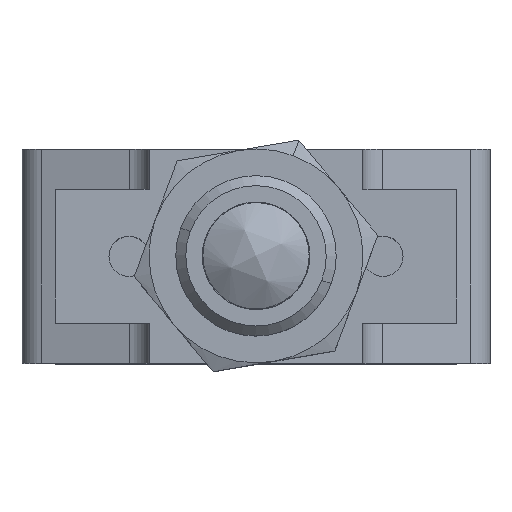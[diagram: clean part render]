
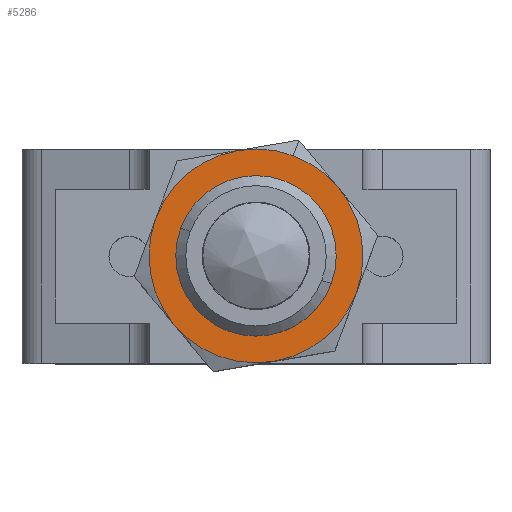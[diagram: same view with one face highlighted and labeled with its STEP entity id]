
A CAD part, top view. The second image highlights one B-rep face of the part: STEP entity #5286.
In plain terms, the highlighted planar face has unit normal (0, 0, 1).
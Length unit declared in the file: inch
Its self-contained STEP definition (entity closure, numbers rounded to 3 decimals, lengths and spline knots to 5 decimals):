
#147 = ORIENTED_EDGE ( 'NONE', *, *, #1939, .T. ) ;
#153 = ORIENTED_EDGE ( 'NONE', *, *, #6794, .T. ) ;
#401 = VERTEX_POINT ( 'NONE', #8880 ) ;
#530 = EDGE_CURVE ( 'NONE', #854, #1401, #4616, .T. ) ;
#665 = DIRECTION ( 'NONE',  ( 0., 0., 1. ) ) ;
#783 = DIRECTION ( 'NONE',  ( 0., 0., 1. ) ) ;
#833 = CARTESIAN_POINT ( 'NONE',  ( 0.0822, -0.0935, 0.99213 ) ) ;
#854 = VERTEX_POINT ( 'NONE', #8605 ) ;
#859 = DIRECTION ( 'NONE',  ( 0.348, 0.937, 0. ) ) ;
#1300 = DIRECTION ( 'NONE',  ( 0.348, 0.937, 0. ) ) ;
#1396 = EDGE_CURVE ( 'NONE', #401, #7560, #3486, .T. ) ;
#1401 = VERTEX_POINT ( 'NONE', #6078 ) ;
#1408 = DIRECTION ( 'NONE',  ( -0.348, -0.937, 0. ) ) ;
#1429 = DIRECTION ( 'NONE',  ( 0.348, 0.937, 0. ) ) ;
#1611 = CIRCLE ( 'NONE', #8689, 0.23622 ) ;
#1811 = CARTESIAN_POINT ( 'NONE',  ( 0., -0.31496, 0.99213 ) ) ;
#1818 = EDGE_CURVE ( 'NONE', #7560, #3568, #8363, .T. ) ;
#1939 = EDGE_CURVE ( 'NONE', #4749, #7337, #2580, .T. ) ;
#2291 = AXIS2_PLACEMENT_3D ( 'NONE', #6725, #6765, #1408 ) ;
#2434 = AXIS2_PLACEMENT_3D ( 'NONE', #4114, #6344, #6375 ) ;
#2552 = AXIS2_PLACEMENT_3D ( 'NONE', #8152, #9686, #9627 ) ;
#2580 = CIRCLE ( 'NONE', #4786, 0.31496 ) ;
#2593 = AXIS2_PLACEMENT_3D ( 'NONE', #6113, #5321, #859 ) ;
#2677 = DIRECTION ( 'NONE',  ( 0., 0., -1. ) ) ;
#2802 = AXIS2_PLACEMENT_3D ( 'NONE', #1811, #4886, #7919 ) ;
#3446 = PLANE ( 'NONE',  #2291 ) ;
#3486 = CIRCLE ( 'NONE', #9071, 0.31496 ) ;
#3562 = EDGE_LOOP ( 'NONE', ( #8754, #8632, #9253, #6500, #3670, #147, #4389 ) ) ;
#3568 = VERTEX_POINT ( 'NONE', #5518 ) ;
#3598 = DIRECTION ( 'NONE',  ( 0., 0., 1. ) ) ;
#3670 = ORIENTED_EDGE ( 'NONE', *, *, #4729, .T. ) ;
#3680 = EDGE_CURVE ( 'NONE', #8873, #5952, #1611, .T. ) ;
#3810 = EDGE_CURVE ( 'NONE', #7337, #854, #8617, .T. ) ;
#4091 = FACE_OUTER_BOUND ( 'NONE', #3562, .T. ) ;
#4114 = CARTESIAN_POINT ( 'NONE',  ( 0., -0.31496, 0.99213 ) ) ;
#4186 = CARTESIAN_POINT ( 'NONE',  ( 0., -0.31496, 0.99213 ) ) ;
#4389 = ORIENTED_EDGE ( 'NONE', *, *, #3810, .T. ) ;
#4480 = CARTESIAN_POINT ( 'NONE',  ( -0.29527, -0.20536, 0.99213 ) ) ;
#4535 = CARTESIAN_POINT ( 'NONE',  ( 0., -0.31496, 0.99213 ) ) ;
#4616 = CIRCLE ( 'NONE', #2593, 0.31496 ) ;
#4729 = EDGE_CURVE ( 'NONE', #3568, #4749, #4734, .T. ) ;
#4734 = CIRCLE ( 'NONE', #2552, 0.31496 ) ;
#4749 = VERTEX_POINT ( 'NONE', #5172 ) ;
#4767 = EDGE_CURVE ( 'NONE', #1401, #401, #6878, .T. ) ;
#4786 = AXIS2_PLACEMENT_3D ( 'NONE', #7481, #665, #7448 ) ;
#4886 = DIRECTION ( 'NONE',  ( 0., 0., -1. ) ) ;
#5061 = DIRECTION ( 'NONE',  ( 0., 0., 1. ) ) ;
#5172 = CARTESIAN_POINT ( 'NONE',  ( -0.05272, -0.00444, 0.99213 ) ) ;
#5207 = CARTESIAN_POINT ( 'NONE',  ( 0., -0.31496, 0.99213 ) ) ;
#5286 = ADVANCED_FACE ( 'NONE', ( #9541, #4091 ), #3446, .T. ) ;
#5321 = DIRECTION ( 'NONE',  ( 0., 0., 1. ) ) ;
#5518 = CARTESIAN_POINT ( 'NONE',  ( 0.10961, -0.01969, 0.99213 ) ) ;
#5952 = VERTEX_POINT ( 'NONE', #8980 ) ;
#6078 = CARTESIAN_POINT ( 'NONE',  ( 0.05272, -0.62548, 0.99213 ) ) ;
#6113 = CARTESIAN_POINT ( 'NONE',  ( 0., -0.31496, 0.99213 ) ) ;
#6344 = DIRECTION ( 'NONE',  ( 0., 0., 1. ) ) ;
#6375 = DIRECTION ( 'NONE',  ( 0.348, 0.937, 0. ) ) ;
#6396 = EDGE_LOOP ( 'NONE', ( #9585, #153 ) ) ;
#6500 = ORIENTED_EDGE ( 'NONE', *, *, #1818, .T. ) ;
#6725 = CARTESIAN_POINT ( 'NONE',  ( 0., -0.31496, 0.99213 ) ) ;
#6765 = DIRECTION ( 'NONE',  ( 0., 0., 1. ) ) ;
#6794 = EDGE_CURVE ( 'NONE', #5952, #8873, #8644, .T. ) ;
#6878 = CIRCLE ( 'NONE', #8491, 0.31496 ) ;
#7076 = CARTESIAN_POINT ( 'NONE',  ( 0.24256, -0.11405, 0.99213 ) ) ;
#7171 = DIRECTION ( 'NONE',  ( 0.348, 0.937, 0. ) ) ;
#7337 = VERTEX_POINT ( 'NONE', #4480 ) ;
#7448 = DIRECTION ( 'NONE',  ( 0.348, 0.937, 0. ) ) ;
#7481 = CARTESIAN_POINT ( 'NONE',  ( 0., -0.31496, 0.99213 ) ) ;
#7493 = DIRECTION ( 'NONE',  ( 0.348, 0.937, 0. ) ) ;
#7560 = VERTEX_POINT ( 'NONE', #7076 ) ;
#7919 = DIRECTION ( 'NONE',  ( 0.348, 0.937, 0. ) ) ;
#8152 = CARTESIAN_POINT ( 'NONE',  ( 0., -0.31496, 0.99213 ) ) ;
#8357 = AXIS2_PLACEMENT_3D ( 'NONE', #9598, #5061, #1300 ) ;
#8363 = CIRCLE ( 'NONE', #8357, 0.31496 ) ;
#8491 = AXIS2_PLACEMENT_3D ( 'NONE', #5207, #3598, #1429 ) ;
#8605 = CARTESIAN_POINT ( 'NONE',  ( -0.24256, -0.51587, 0.99213 ) ) ;
#8617 = CIRCLE ( 'NONE', #2434, 0.31496 ) ;
#8632 = ORIENTED_EDGE ( 'NONE', *, *, #4767, .T. ) ;
#8644 = CIRCLE ( 'NONE', #2802, 0.23622 ) ;
#8689 = AXIS2_PLACEMENT_3D ( 'NONE', #4186, #2677, #7171 ) ;
#8754 = ORIENTED_EDGE ( 'NONE', *, *, #530, .T. ) ;
#8873 = VERTEX_POINT ( 'NONE', #833 ) ;
#8880 = CARTESIAN_POINT ( 'NONE',  ( 0.29527, -0.42457, 0.99213 ) ) ;
#8980 = CARTESIAN_POINT ( 'NONE',  ( -0.0822, -0.53642, 0.99213 ) ) ;
#9071 = AXIS2_PLACEMENT_3D ( 'NONE', #4535, #783, #7493 ) ;
#9253 = ORIENTED_EDGE ( 'NONE', *, *, #1396, .T. ) ;
#9541 = FACE_BOUND ( 'NONE', #6396, .T. ) ;
#9585 = ORIENTED_EDGE ( 'NONE', *, *, #3680, .T. ) ;
#9598 = CARTESIAN_POINT ( 'NONE',  ( 0., -0.31496, 0.99213 ) ) ;
#9627 = DIRECTION ( 'NONE',  ( 0.348, 0.937, 0. ) ) ;
#9686 = DIRECTION ( 'NONE',  ( 0., 0., 1. ) ) ;
